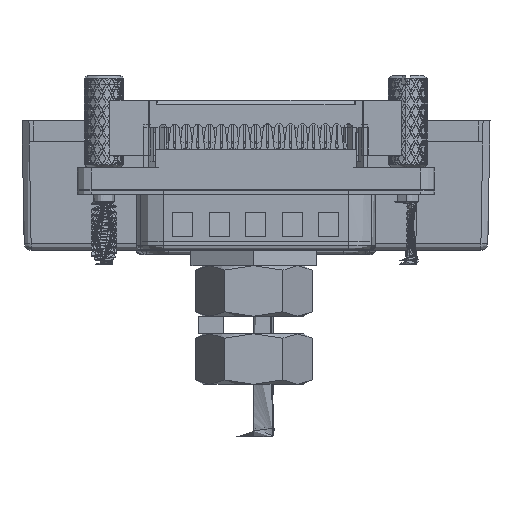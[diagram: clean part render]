
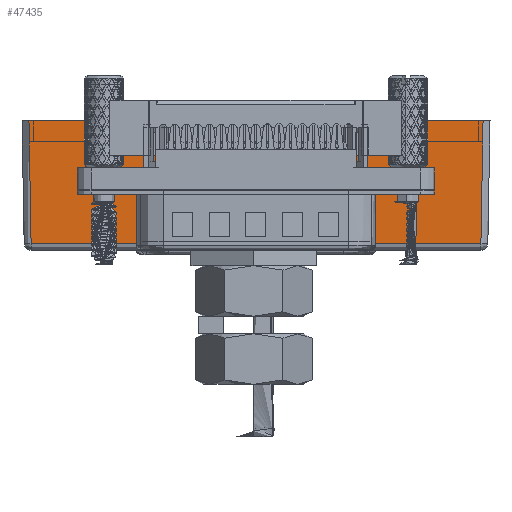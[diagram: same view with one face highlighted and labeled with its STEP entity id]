
A CAD part, left-side view. The second image highlights one B-rep face of the part: STEP entity #47435.
In plain terms, the highlighted planar face has unit normal (-1, 0, -0.018).
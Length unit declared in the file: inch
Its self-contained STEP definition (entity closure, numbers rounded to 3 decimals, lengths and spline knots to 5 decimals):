
#4816 = ORIENTED_EDGE ( 'NONE', *, *, #25380, .T. ) ;
#4921 = CARTESIAN_POINT ( 'NONE',  ( 0.00926, 0.03926, -0.53052 ) ) ;
#5828 = CARTESIAN_POINT ( 'NONE',  ( 0.00926, 1.98074, -0.53052 ) ) ;
#5865 = EDGE_CURVE ( 'NONE', #46386, #21640, #56801, .T. ) ;
#6901 = VECTOR ( 'NONE', #19221, 39.37008 ) ;
#9016 = CARTESIAN_POINT ( 'NONE',  ( -0.00001, 0.02999, 0.00052 ) ) ;
#9463 = CARTESIAN_POINT ( 'NONE',  ( 0.00977, 1.98024, -0.55948 ) ) ;
#10257 = VECTOR ( 'NONE', #64279, 39.37008 ) ;
#12133 = VERTEX_POINT ( 'NONE', #46112 ) ;
#14241 = ORIENTED_EDGE ( 'NONE', *, *, #62414, .T. ) ;
#14455 = DIRECTION ( 'NONE',  ( 0.017, 0., -1. ) ) ;
#15166 = VECTOR ( 'NONE', #41171, 39.37008 ) ;
#15186 = EDGE_CURVE ( 'NONE', #37729, #63901, #35221, .T. ) ;
#15964 = DIRECTION ( 'NONE',  ( 0.017, 0., -1. ) ) ;
#16669 = CARTESIAN_POINT ( 'NONE',  ( 0.00218, 0.3625, -0.125 ) ) ;
#16724 = LINE ( 'NONE', #56087, #57909 ) ;
#18174 = DIRECTION ( 'NONE',  ( -0.017, 0., 1. ) ) ;
#19221 = DIRECTION ( 'NONE',  ( -0.017, -0.017, 1. ) ) ;
#20767 = ORIENTED_EDGE ( 'NONE', *, *, #28341, .T. ) ;
#21640 = VERTEX_POINT ( 'NONE', #16669 ) ;
#22596 = VECTOR ( 'NONE', #45621, 39.37008 ) ;
#22606 = EDGE_CURVE ( 'NONE', #60031, #53948, #26626, .T. ) ;
#24874 = CARTESIAN_POINT ( 'NONE',  ( 0., 1.6575, 0. ) ) ;
#25214 = DIRECTION ( 'NONE',  ( 0., 1., 0. ) ) ;
#25380 = EDGE_CURVE ( 'NONE', #53948, #37729, #36932, .T. ) ;
#26626 = LINE ( 'NONE', #9463, #22596 ) ;
#26915 = VERTEX_POINT ( 'NONE', #61726 ) ;
#28341 = EDGE_CURVE ( 'NONE', #63901, #46386, #16724, .T. ) ;
#32751 = VECTOR ( 'NONE', #14455, 39.37008 ) ;
#33787 = DIRECTION ( 'NONE',  ( -1., 0., -0.017 ) ) ;
#34635 = ORIENTED_EDGE ( 'NONE', *, *, #49808, .T. ) ;
#35221 = LINE ( 'NONE', #9016, #6901 ) ;
#36793 = LINE ( 'NONE', #24874, #32751 ) ;
#36932 = LINE ( 'NONE', #53868, #10257 ) ;
#37729 = VERTEX_POINT ( 'NONE', #4921 ) ;
#37947 = ORIENTED_EDGE ( 'NONE', *, *, #22606, .T. ) ;
#38185 = EDGE_LOOP ( 'NONE', ( #34635, #37947, #4816, #42788, #20767, #52737, #14241, #57776 ) ) ;
#38976 = CARTESIAN_POINT ( 'NONE',  ( 0., 0., 0. ) ) ;
#40457 = AXIS2_PLACEMENT_3D ( 'NONE', #43948, #33787, #18174 ) ;
#41171 = DIRECTION ( 'NONE',  ( 0., 1., 0. ) ) ;
#42069 = LINE ( 'NONE', #38976, #57332 ) ;
#42788 = ORIENTED_EDGE ( 'NONE', *, *, #15186, .T. ) ;
#43948 = CARTESIAN_POINT ( 'NONE',  ( 0., 0., 0. ) ) ;
#45621 = DIRECTION ( 'NONE',  ( 0.017, -0.017, -1. ) ) ;
#46112 = CARTESIAN_POINT ( 'NONE',  ( 0., 1.6575, 0. ) ) ;
#46386 = VERTEX_POINT ( 'NONE', #59657 ) ;
#47435 = ADVANCED_FACE ( 'NONE', ( #61615 ), #49311, .T. ) ;
#47461 = LINE ( 'NONE', #57101, #15166 ) ;
#49311 = PLANE ( 'NONE',  #40457 ) ;
#49808 = EDGE_CURVE ( 'NONE', #12133, #60031, #42069, .T. ) ;
#50099 = CARTESIAN_POINT ( 'NONE',  ( 0., 0.3625, 0. ) ) ;
#50352 = VECTOR ( 'NONE', #15964, 39.37008 ) ;
#52737 = ORIENTED_EDGE ( 'NONE', *, *, #5865, .T. ) ;
#53868 = CARTESIAN_POINT ( 'NONE',  ( 0.00926, 0.00977, -0.53052 ) ) ;
#53948 = VERTEX_POINT ( 'NONE', #5828 ) ;
#54272 = DIRECTION ( 'NONE',  ( 0., 1., 0. ) ) ;
#56087 = CARTESIAN_POINT ( 'NONE',  ( 0., 0., 0. ) ) ;
#56188 = EDGE_CURVE ( 'NONE', #12133, #26915, #36793, .T. ) ;
#56801 = LINE ( 'NONE', #50099, #50352 ) ;
#57101 = CARTESIAN_POINT ( 'NONE',  ( 0.00218, 0., -0.125 ) ) ;
#57332 = VECTOR ( 'NONE', #54272, 39.37008 ) ;
#57776 = ORIENTED_EDGE ( 'NONE', *, *, #56188, .F. ) ;
#57909 = VECTOR ( 'NONE', #25214, 39.37008 ) ;
#59657 = CARTESIAN_POINT ( 'NONE',  ( 0., 0.3625, 0. ) ) ;
#60031 = VERTEX_POINT ( 'NONE', #66863 ) ;
#61615 = FACE_OUTER_BOUND ( 'NONE', #38185, .T. ) ;
#61726 = CARTESIAN_POINT ( 'NONE',  ( 0.00218, 1.6575, -0.125 ) ) ;
#62414 = EDGE_CURVE ( 'NONE', #21640, #26915, #47461, .T. ) ;
#63901 = VERTEX_POINT ( 'NONE', #66824 ) ;
#64279 = DIRECTION ( 'NONE',  ( 0., -1., 0. ) ) ;
#66824 = CARTESIAN_POINT ( 'NONE',  ( 0., 0.03, 0. ) ) ;
#66863 = CARTESIAN_POINT ( 'NONE',  ( 0., 1.99, 0. ) ) ;
